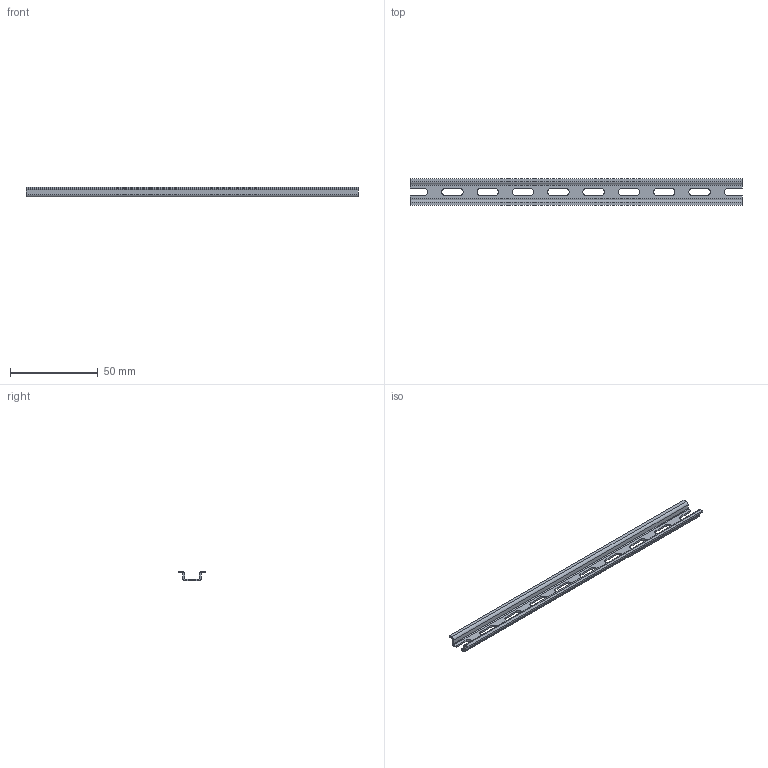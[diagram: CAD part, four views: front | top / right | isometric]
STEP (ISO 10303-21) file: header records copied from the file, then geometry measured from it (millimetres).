
FILE_DESCRIPTION(/* description */ ('TS 15x5-Tragschienen'),/* implementation_level */ '2;1');
FILE_NAME(/* name */ '0311104000.stp',/* time_stamp */ '2021-12-01T10:31:55+01:00',/* author */ ('alexander.rose'),/* organization */ ('WEIDMUELLER'),/* preprocessor_version */ 'ST-DEVELOPER v17.2',/* originating_system */ 'Autodesk Inventor 2019',/* authorisation */ '');
FILE_SCHEMA (('AUTOMOTIVE_DESIGN { 1 0 10303 214 3 1 1 }'));
Length unit declared in the file: millimetre
Products named in the file (1): Tragschiene TS15 - nur für Internet
Bounding box: 189 x 15.1 x 5.5 mm (x, y, z)
Volume: 3769.3 mm3; surface area: 8231.9 mm2
Topology: 1 solids, 1 shells, 66 faces, 192 edges, 128 vertices
Faces by surface type: plane 36, cylinder 30
Entity records: 2269 total; most frequent: CARTESIAN_POINT 387, DIRECTION 386, ORIENTED_EDGE 384, EDGE_CURVE 192, LINE 132, VECTOR 132, VERTEX_POINT 128, AXIS2_PLACEMENT_3D 127
